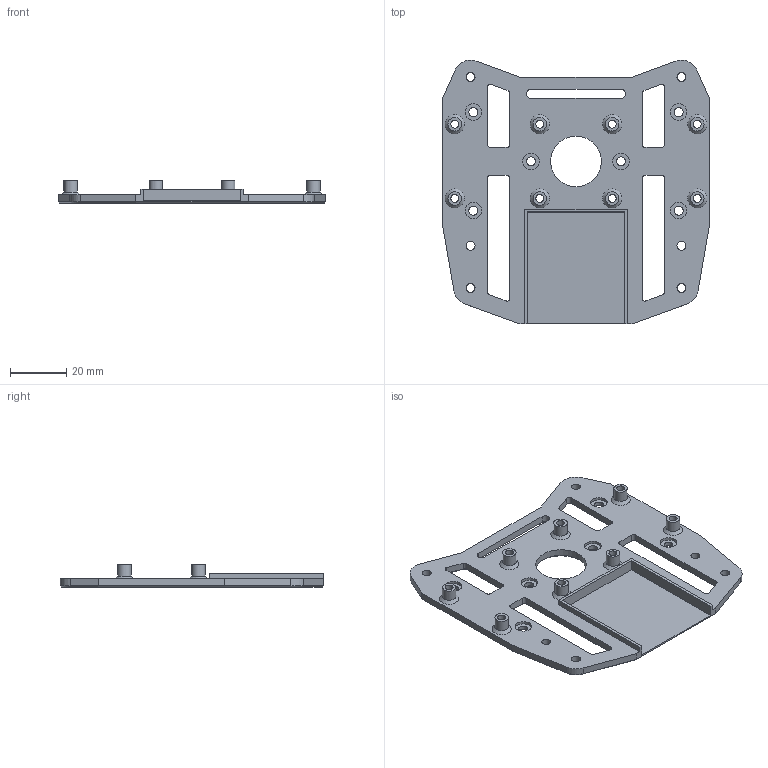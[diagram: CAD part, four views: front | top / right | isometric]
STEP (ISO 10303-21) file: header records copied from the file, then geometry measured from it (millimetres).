
FILE_DESCRIPTION(('FreeCAD Model'),'2;1');
FILE_NAME('MainPlate.step', '2014-10-21T14:37:31',('FreeCAD'),('FreeCAD'), 'Open CASCADE STEP processor 6.5','FreeCAD','Unknown');
FILE_SCHEMA(('AUTOMOTIVE_DESIGN_CC2 { 1 2 10303 214 -1 1 5 4 }'));
Length unit declared in the file: millimetre
Products named in the file (1): MainPlate
Bounding box: 95 x 93.77 x 8 mm (x, y, z)
Volume: 17402 mm3; surface area: 17319.4 mm2
Topology: 1 solids, 1 shells, 208 faces, 509 edges, 317 vertices
Faces by surface type: plane 84, cone 67, cylinder 57
Full cylindrical faces by diameter (mm): 2.8 x8, 3.2 x12, 4.8 x8, 5.9 x6, 18 x1
Entity records: 12932 total; most frequent: CARTESIAN_POINT 2894, DIRECTION 1834, ORIENTED_EDGE 1018, PCURVE 1018, DEFINITIONAL_REPRESENTATION 1018, LINE 965, VECTOR 965, EDGE_CURVE 509
